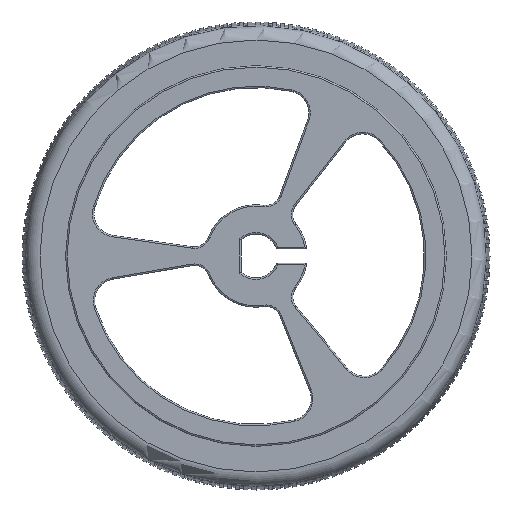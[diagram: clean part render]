
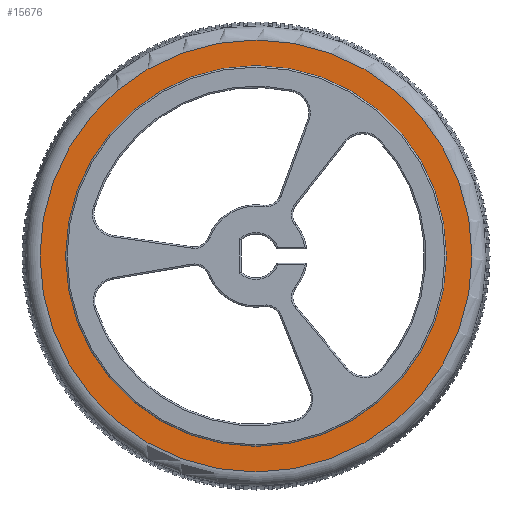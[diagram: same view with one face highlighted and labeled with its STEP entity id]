
A CAD part, left-side view. The second image highlights one B-rep face of the part: STEP entity #15676.
In plain terms, the highlighted planar face has unit normal (-1, 0, 0).
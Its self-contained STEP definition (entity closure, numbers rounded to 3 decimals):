
#69=PLANE('',#17096);
#2620=FACE_BOUND('',#3840,.T.);
#2635=FACE_OUTER_BOUND('',#3839,.T.);
#3839=EDGE_LOOP('',(#11334));
#3840=EDGE_LOOP('',(#11335,#11336));
#5227=CIRCLE('',#17079,13.);
#5228=CIRCLE('',#17080,13.);
#5239=CIRCLE('',#17097,14.75);
#7237=VERTEX_POINT('',#25314);
#7238=VERTEX_POINT('',#25316);
#7249=VERTEX_POINT('',#25347);
#8853=EDGE_CURVE('',#7237,#7238,#5227,.T.);
#8854=EDGE_CURVE('',#7238,#7237,#5228,.T.);
#8867=EDGE_CURVE('',#7249,#7249,#5239,.F.);
#11334=ORIENTED_EDGE('',*,*,#8867,.T.);
#11335=ORIENTED_EDGE('',*,*,#8854,.F.);
#11336=ORIENTED_EDGE('',*,*,#8853,.F.);
#15676=ADVANCED_FACE('',(#2635,#2620),#69,.F.);
#17079=AXIS2_PLACEMENT_3D('',#25317,#19184,#19185);
#17080=AXIS2_PLACEMENT_3D('',#25318,#19186,#19187);
#17096=AXIS2_PLACEMENT_3D('',#25346,#19220,#19221);
#17097=AXIS2_PLACEMENT_3D('',#25348,#19222,#19223);
#19184=DIRECTION('center_axis',(-1.,0.,0.));
#19185=DIRECTION('ref_axis',(0.,0.,1.));
#19186=DIRECTION('center_axis',(-1.,0.,0.));
#19187=DIRECTION('ref_axis',(0.,0.,1.));
#19220=DIRECTION('center_axis',(1.,0.,0.));
#19221=DIRECTION('ref_axis',(0.,0.,-1.));
#19222=DIRECTION('center_axis',(1.,0.,0.));
#19223=DIRECTION('ref_axis',(0.,0.,-1.));
#25314=CARTESIAN_POINT('',(0.25,0.,-13.));
#25316=CARTESIAN_POINT('',(0.25,0.,13.));
#25317=CARTESIAN_POINT('Origin',(0.25,0.,
0.));
#25318=CARTESIAN_POINT('Origin',(0.25,0.,
0.));
#25346=CARTESIAN_POINT('Origin',(0.25,0.,
-13.));
#25347=CARTESIAN_POINT('',(0.25,0.,-14.75));
#25348=CARTESIAN_POINT('Origin',(0.25,0.,
0.));
